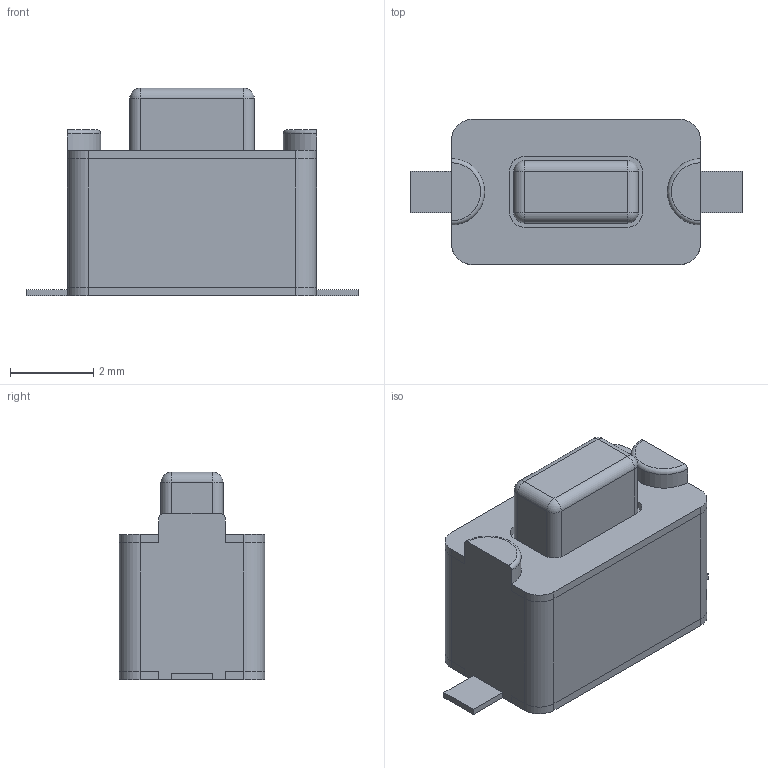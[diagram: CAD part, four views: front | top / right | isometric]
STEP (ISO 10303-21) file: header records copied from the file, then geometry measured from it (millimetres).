
FILE_DESCRIPTION( ( 'Unknown' ), '1' );
FILE_NAME( '434131xxx8x6.stp', 'Unknown', ( 'Unknown' ), ( 'Unknown' ), 'XStep 1.0', 'Unknown', ' ' );
FILE_SCHEMA( ( 'automotive_design' ) );
Length unit declared in the file: millimetre
Products named in the file (5): Assem1; Frame; Cover; pins
Bounding box: 8 x 3.5 x 5 mm (x, y, z)
Surface area: 330.9 mm2
Topology: 8 solids, 8 shells, 160 faces, 404 edges, 256 vertices
Faces by surface type: plane 100, cylinder 48, sphere 8, torus 4
Entity records: 2626 total; most frequent: DIRECTION 422, CARTESIAN_POINT 411, ORIENTED_EDGE 396, EDGE_CURVE 198, LINE 144, VECTOR 144, AXIS2_PLACEMENT_3D 139, VERTEX_POINT 128
